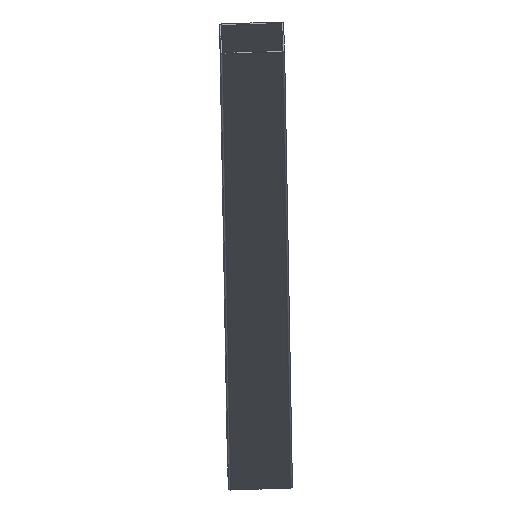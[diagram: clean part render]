
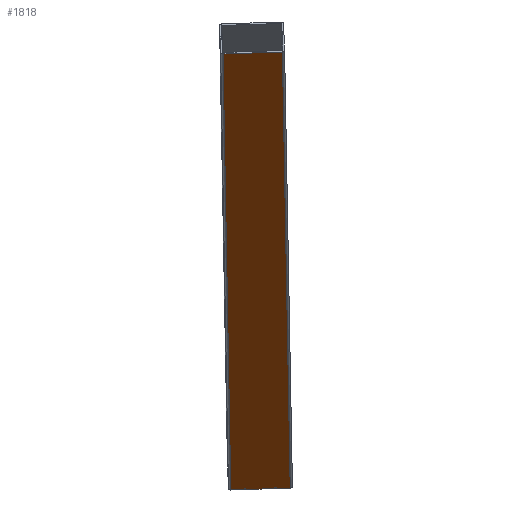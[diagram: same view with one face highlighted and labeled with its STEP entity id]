
A CAD part, left-side view. The second image highlights one B-rep face of the part: STEP entity #1818.
In plain terms, the highlighted planar face has unit normal (-0.571, -0.033, -0.82).
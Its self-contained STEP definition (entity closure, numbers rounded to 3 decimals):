
#117 = PLANE('',#118);
#118 = AXIS2_PLACEMENT_3D('',#119,#120,#121);
#119 = CARTESIAN_POINT('',(-342.007,2.15,239.456
    ));
#120 = DIRECTION('',(0.821,-0.01,-0.571)
  );
#121 = DIRECTION('',(-0.571,-0.033,-0.82
    ));
#220 = PLANE('',#221);
#221 = AXIS2_PLACEMENT_3D('',#222,#223,#224);
#222 = CARTESIAN_POINT('',(343.384,-6.404,
    -237.401));
#223 = DIRECTION('',(0.821,-0.01,-0.571)
  );
#224 = DIRECTION('',(-0.571,-0.033,-0.82
    ));
#846 = VERTEX_POINT('',#847);
#847 = CARTESIAN_POINT('',(-353.761,33.978,
    221.99));
#864 = CYLINDRICAL_SURFACE('',#865,2.5);
#865 = AXIS2_PLACEMENT_3D('',#866,#867,#868);
#866 = CARTESIAN_POINT('',(-9.638,29.782,
    -14.388));
#867 = DIRECTION('',(0.821,-0.01,-0.571)
  );
#868 = DIRECTION('',(0.571,0.033,0.82));
#1085 = VERTEX_POINT('',#1086);
#1086 = CARTESIAN_POINT('',(-353.095,-30.984,
    224.112));
#1101 = CYLINDRICAL_SURFACE('',#1102,2.5);
#1102 = AXIS2_PLACEMENT_3D('',#1103,#1104,#1105);
#1103 = CARTESIAN_POINT('',(-8.973,-35.18,
    -12.265));
#1104 = DIRECTION('',(0.821,-0.01,-0.571
    ));
#1105 = DIRECTION('',(0.571,0.033,0.82)
  );
#1135 = EDGE_CURVE('',#1085,#846,#1136,.T.);
#1136 = SURFACE_CURVE('',#1137,(#1141,#1148),.PCURVE_S1.);
#1137 = LINE('',#1138,#1139);
#1138 = CARTESIAN_POINT('',(-353.095,-30.984,
    224.112));
#1139 = VECTOR('',#1140,1.);
#1140 = DIRECTION('',(-0.01,0.999,
    -0.033));
#1141 = PCURVE('',#117,#1142);
#1142 = DEFINITIONAL_REPRESENTATION('',(#1143),#1147);
#1143 = LINE('',#1144,#1145);
#1144 = CARTESIAN_POINT('',(20.,-32.5));
#1145 = VECTOR('',#1146,1.);
#1146 = DIRECTION('',(0.,1.));
#1147 = ( GEOMETRIC_REPRESENTATION_CONTEXT(2) 
PARAMETRIC_REPRESENTATION_CONTEXT() REPRESENTATION_CONTEXT('2D SPACE',''
  ) );
#1148 = PCURVE('',#1149,#1154);
#1149 = PLANE('',#1150);
#1150 = AXIS2_PLACEMENT_3D('',#1151,#1152,#1153);
#1151 = CARTESIAN_POINT('',(-10.4,-35.261,
    -14.316));
#1152 = DIRECTION('',(-0.571,-0.033,
    -0.82));
#1153 = DIRECTION('',(-0.01,0.999,
    -0.033));
#1154 = DEFINITIONAL_REPRESENTATION('',(#1155),#1159);
#1155 = LINE('',#1156,#1157);
#1156 = CARTESIAN_POINT('',(0.,-417.5));
#1157 = VECTOR('',#1158,1.);
#1158 = DIRECTION('',(1.,0.));
#1159 = ( GEOMETRIC_REPRESENTATION_CONTEXT(2) 
PARAMETRIC_REPRESENTATION_CONTEXT() REPRESENTATION_CONTEXT('2D SPACE',''
  ) );
#1176 = VERTEX_POINT('',#1177);
#1177 = CARTESIAN_POINT('',(331.629,25.424,
    -254.867));
#1225 = EDGE_CURVE('',#846,#1176,#1226,.T.);
#1226 = SURFACE_CURVE('',#1227,(#1231,#1260),.PCURVE_S1.);
#1227 = LINE('',#1228,#1229);
#1228 = CARTESIAN_POINT('',(-353.761,33.978,
    221.99));
#1229 = VECTOR('',#1230,1.);
#1230 = DIRECTION('',(0.821,-0.01,-0.571
    ));
#1231 = PCURVE('',#864,#1232);
#1232 = DEFINITIONAL_REPRESENTATION('',(#1233),#1259);
#1233 = B_SPLINE_CURVE_WITH_KNOTS('',3,(#1234,#1235,#1236,#1237,#1238,
    #1239,#1240,#1241,#1242,#1243,#1244,#1245,#1246,#1247,#1248,#1249,
    #1250,#1251,#1252,#1253,#1254,#1255,#1256,#1257,#1258),
  .UNSPECIFIED.,.F.,.F.,(4,1,1,1,1,1,1,1,1,1,1,1,1,1,1,1,1,1,1,1,1,1,4),
  (0.,37.955,75.909,113.864,151.818,
    189.773,227.727,265.682,303.636,
    341.591,379.545,417.5,455.455,493.409
    ,531.364,569.318,607.273,645.227,
    683.182,721.136,759.091,797.045,835.)
  ,.QUASI_UNIFORM_KNOTS.);
#1234 = CARTESIAN_POINT('',(3.142,-417.5));
#1235 = CARTESIAN_POINT('',(3.142,-404.848));
#1236 = CARTESIAN_POINT('',(3.142,-379.545));
#1237 = CARTESIAN_POINT('',(3.142,-341.591));
#1238 = CARTESIAN_POINT('',(3.142,-303.636));
#1239 = CARTESIAN_POINT('',(3.142,-265.682));
#1240 = CARTESIAN_POINT('',(3.142,-227.727));
#1241 = CARTESIAN_POINT('',(3.142,-189.773));
#1242 = CARTESIAN_POINT('',(3.142,-151.818));
#1243 = CARTESIAN_POINT('',(3.142,-113.864));
#1244 = CARTESIAN_POINT('',(3.142,-75.909));
#1245 = CARTESIAN_POINT('',(3.142,-37.955));
#1246 = CARTESIAN_POINT('',(3.142,0.));
#1247 = CARTESIAN_POINT('',(3.142,37.955));
#1248 = CARTESIAN_POINT('',(3.142,75.909));
#1249 = CARTESIAN_POINT('',(3.142,113.864));
#1250 = CARTESIAN_POINT('',(3.142,151.818));
#1251 = CARTESIAN_POINT('',(3.142,189.773));
#1252 = CARTESIAN_POINT('',(3.142,227.727));
#1253 = CARTESIAN_POINT('',(3.142,265.682));
#1254 = CARTESIAN_POINT('',(3.142,303.636));
#1255 = CARTESIAN_POINT('',(3.142,341.591));
#1256 = CARTESIAN_POINT('',(3.142,379.545));
#1257 = CARTESIAN_POINT('',(3.142,404.848));
#1258 = CARTESIAN_POINT('',(3.142,417.5));
#1259 = ( GEOMETRIC_REPRESENTATION_CONTEXT(2) 
PARAMETRIC_REPRESENTATION_CONTEXT() REPRESENTATION_CONTEXT('2D SPACE',''
  ) );
#1260 = PCURVE('',#1149,#1261);
#1261 = DEFINITIONAL_REPRESENTATION('',(#1262),#1266);
#1262 = LINE('',#1263,#1264);
#1263 = CARTESIAN_POINT('',(65.,-417.5));
#1264 = VECTOR('',#1265,1.);
#1265 = DIRECTION('',(0.,1.));
#1266 = ( GEOMETRIC_REPRESENTATION_CONTEXT(2) 
PARAMETRIC_REPRESENTATION_CONTEXT() REPRESENTATION_CONTEXT('2D SPACE',''
  ) );
#1725 = VERTEX_POINT('',#1726);
#1726 = CARTESIAN_POINT('',(332.295,-39.538,
    -252.744));
#1776 = EDGE_CURVE('',#1725,#1085,#1777,.T.);
#1777 = SURFACE_CURVE('',#1778,(#1782,#1811),.PCURVE_S1.);
#1778 = LINE('',#1779,#1780);
#1779 = CARTESIAN_POINT('',(332.295,-39.538,
    -252.744));
#1780 = VECTOR('',#1781,1.);
#1781 = DIRECTION('',(-0.821,0.01,0.571)
  );
#1782 = PCURVE('',#1101,#1783);
#1783 = DEFINITIONAL_REPRESENTATION('',(#1784),#1810);
#1784 = B_SPLINE_CURVE_WITH_KNOTS('',3,(#1785,#1786,#1787,#1788,#1789,
    #1790,#1791,#1792,#1793,#1794,#1795,#1796,#1797,#1798,#1799,#1800,
    #1801,#1802,#1803,#1804,#1805,#1806,#1807,#1808,#1809),
  .UNSPECIFIED.,.F.,.F.,(4,1,1,1,1,1,1,1,1,1,1,1,1,1,1,1,1,1,1,1,1,1,4),
  (0.,37.955,75.909,113.864,151.818,
    189.773,227.727,265.682,303.636,
    341.591,379.545,417.5,455.455,493.409
    ,531.364,569.318,607.273,645.227,
    683.182,721.136,759.091,797.045,835.)
  ,.QUASI_UNIFORM_KNOTS.);
#1785 = CARTESIAN_POINT('',(3.142,417.5));
#1786 = CARTESIAN_POINT('',(3.142,404.848));
#1787 = CARTESIAN_POINT('',(3.142,379.545));
#1788 = CARTESIAN_POINT('',(3.142,341.591));
#1789 = CARTESIAN_POINT('',(3.142,303.636));
#1790 = CARTESIAN_POINT('',(3.142,265.682));
#1791 = CARTESIAN_POINT('',(3.142,227.727));
#1792 = CARTESIAN_POINT('',(3.142,189.773));
#1793 = CARTESIAN_POINT('',(3.142,151.818));
#1794 = CARTESIAN_POINT('',(3.142,113.864));
#1795 = CARTESIAN_POINT('',(3.142,75.909));
#1796 = CARTESIAN_POINT('',(3.142,37.955));
#1797 = CARTESIAN_POINT('',(3.142,0.));
#1798 = CARTESIAN_POINT('',(3.142,-37.955));
#1799 = CARTESIAN_POINT('',(3.142,-75.909));
#1800 = CARTESIAN_POINT('',(3.142,-113.864));
#1801 = CARTESIAN_POINT('',(3.142,-151.818));
#1802 = CARTESIAN_POINT('',(3.142,-189.773));
#1803 = CARTESIAN_POINT('',(3.142,-227.727));
#1804 = CARTESIAN_POINT('',(3.142,-265.682));
#1805 = CARTESIAN_POINT('',(3.142,-303.636));
#1806 = CARTESIAN_POINT('',(3.142,-341.591));
#1807 = CARTESIAN_POINT('',(3.142,-379.545));
#1808 = CARTESIAN_POINT('',(3.142,-404.848));
#1809 = CARTESIAN_POINT('',(3.142,-417.5));
#1810 = ( GEOMETRIC_REPRESENTATION_CONTEXT(2) 
PARAMETRIC_REPRESENTATION_CONTEXT() REPRESENTATION_CONTEXT('2D SPACE',''
  ) );
#1811 = PCURVE('',#1149,#1812);
#1812 = DEFINITIONAL_REPRESENTATION('',(#1813),#1817);
#1813 = LINE('',#1814,#1815);
#1814 = CARTESIAN_POINT('',(0.,417.5));
#1815 = VECTOR('',#1816,1.);
#1816 = DIRECTION('',(0.,-1.));
#1817 = ( GEOMETRIC_REPRESENTATION_CONTEXT(2) 
PARAMETRIC_REPRESENTATION_CONTEXT() REPRESENTATION_CONTEXT('2D SPACE',''
  ) );
#1818 = ADVANCED_FACE('',(#1819),#1149,.T.);
#1819 = FACE_BOUND('',#1820,.F.);
#1820 = EDGE_LOOP('',(#1821,#1822,#1823,#1824));
#1821 = ORIENTED_EDGE('',*,*,#1225,.F.);
#1822 = ORIENTED_EDGE('',*,*,#1135,.F.);
#1823 = ORIENTED_EDGE('',*,*,#1776,.F.);
#1824 = ORIENTED_EDGE('',*,*,#1825,.T.);
#1825 = EDGE_CURVE('',#1725,#1176,#1826,.T.);
#1826 = SURFACE_CURVE('',#1827,(#1831,#1838),.PCURVE_S1.);
#1827 = LINE('',#1828,#1829);
#1828 = CARTESIAN_POINT('',(332.295,-39.538,
    -252.744));
#1829 = VECTOR('',#1830,1.);
#1830 = DIRECTION('',(-0.01,0.999,
    -0.033));
#1831 = PCURVE('',#1149,#1832);
#1832 = DEFINITIONAL_REPRESENTATION('',(#1833),#1837);
#1833 = LINE('',#1834,#1835);
#1834 = CARTESIAN_POINT('',(0.,417.5));
#1835 = VECTOR('',#1836,1.);
#1836 = DIRECTION('',(1.,0.));
#1837 = ( GEOMETRIC_REPRESENTATION_CONTEXT(2) 
PARAMETRIC_REPRESENTATION_CONTEXT() REPRESENTATION_CONTEXT('2D SPACE',''
  ) );
#1838 = PCURVE('',#220,#1839);
#1839 = DEFINITIONAL_REPRESENTATION('',(#1840),#1844);
#1840 = LINE('',#1841,#1842);
#1841 = CARTESIAN_POINT('',(20.,-32.5));
#1842 = VECTOR('',#1843,1.);
#1843 = DIRECTION('',(0.,1.));
#1844 = ( GEOMETRIC_REPRESENTATION_CONTEXT(2) 
PARAMETRIC_REPRESENTATION_CONTEXT() REPRESENTATION_CONTEXT('2D SPACE',''
  ) );
